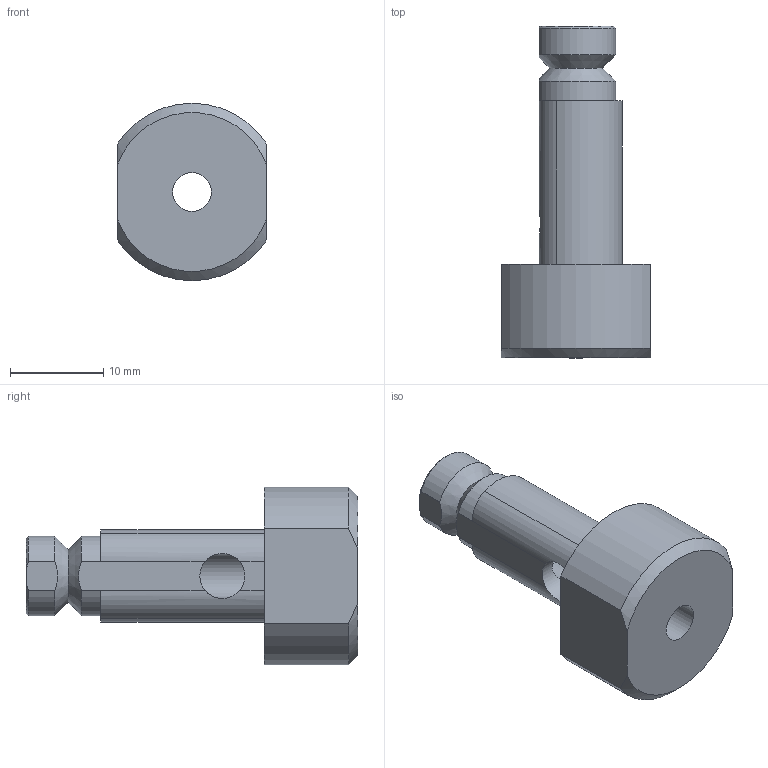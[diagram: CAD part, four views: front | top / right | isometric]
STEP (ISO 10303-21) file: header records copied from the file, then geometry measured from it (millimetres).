
FILE_DESCRIPTION(/* description */ (''),/* implementation_level */ '2;1');
FILE_NAME(/* name */ 'Spigot Long.stp',/* time_stamp */ '2018-05-06T12:43:04-07:00',/* author */ ('IEUser'),/* organization */ (''),/* preprocessor_version */ 'ST-DEVELOPER v17',/* originating_system */ 'Autodesk Inventor 2019',/* authorisation */ '');
FILE_SCHEMA (('AUTOMOTIVE_DESIGN { 1 0 10303 214 3 1 1 }'));
Length unit declared in the file: millimetre
Products named in the file (1): Spigot Long
Bounding box: 16 x 35.5 x 19 mm (x, y, z)
Volume: 3608.4 mm3; surface area: 2327.2 mm2
Topology: 1 solids, 1 shells, 34 faces, 92 edges, 61 vertices
Faces by surface type: cylinder 15, plane 12, cone 7
Full cylindrical faces by diameter (mm): 4.134 x1, 4.826 x2, 6.477 x1
Entity records: 1153 total; most frequent: CARTESIAN_POINT 253, ORIENTED_EDGE 184, DIRECTION 184, EDGE_CURVE 92, AXIS2_PLACEMENT_3D 76, VERTEX_POINT 61, EDGE_LOOP 39, CIRCLE 35
